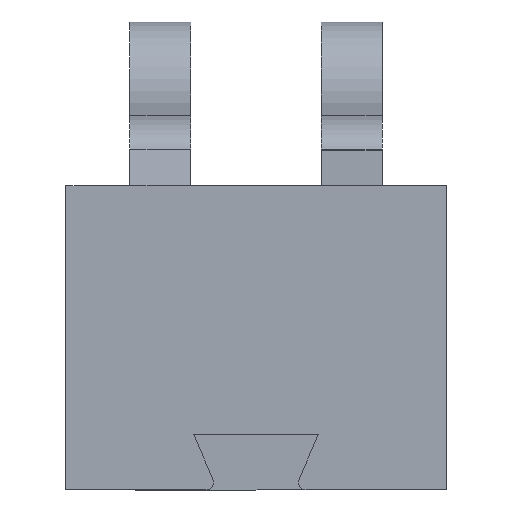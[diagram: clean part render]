
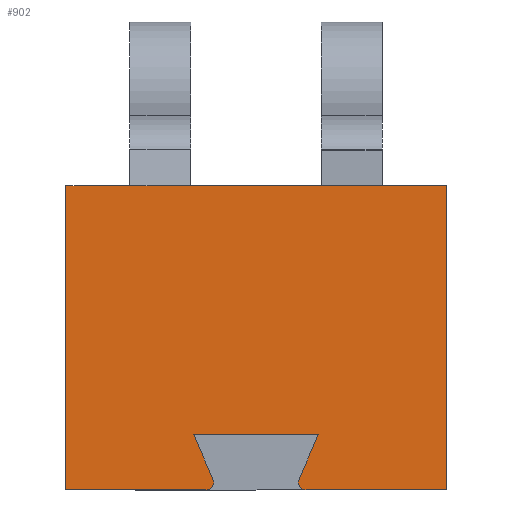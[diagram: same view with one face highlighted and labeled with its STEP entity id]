
A CAD part, front view. The second image highlights one B-rep face of the part: STEP entity #902.
In plain terms, the highlighted planar face has unit normal (0, -1, 0).
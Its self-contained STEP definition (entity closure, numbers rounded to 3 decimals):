
#21 = DIRECTION ( 'NONE',  ( -1., 0., 0. ) ) ;
#26 = VECTOR ( 'NONE', #1299, 1000. ) ;
#30 = VECTOR ( 'NONE', #1473, 1000. ) ;
#34 = LINE ( 'NONE', #101, #743 ) ;
#38 = CIRCLE ( 'NONE', #1032, 0.5 ) ;
#67 = ORIENTED_EDGE ( 'NONE', *, *, #1338, .T. ) ;
#68 = VERTEX_POINT ( 'NONE', #1278 ) ;
#87 = EDGE_CURVE ( 'NONE', #1146, #1548, #1203, .T. ) ;
#95 = VERTEX_POINT ( 'NONE', #487 ) ;
#101 = CARTESIAN_POINT ( 'NONE',  ( 9.672, -10., -5. ) ) ;
#109 = CARTESIAN_POINT ( 'NONE',  ( -4.095, -10., -1.35 ) ) ;
#168 = ORIENTED_EDGE ( 'NONE', *, *, #87, .F. ) ;
#213 = VERTEX_POINT ( 'NONE', #500 ) ;
#243 = VERTEX_POINT ( 'NONE', #1321 ) ;
#252 = EDGE_CURVE ( 'NONE', #1146, #213, #1262, .T. ) ;
#256 = EDGE_CURVE ( 'NONE', #68, #856, #1713, .T. ) ;
#262 = CARTESIAN_POINT ( 'NONE',  ( 3.289, -10., -4.5 ) ) ;
#263 = FACE_OUTER_BOUND ( 'NONE', #1653, .T. ) ;
#268 = EDGE_CURVE ( 'NONE', #1006, #68, #38, .T. ) ;
#316 = ORIENTED_EDGE ( 'NONE', *, *, #268, .T. ) ;
#324 = LINE ( 'NONE', #1241, #437 ) ;
#402 = VECTOR ( 'NONE', #1355, 1000. ) ;
#404 = DIRECTION ( 'NONE',  ( 0., 1., 0. ) ) ;
#406 = CARTESIAN_POINT ( 'NONE',  ( -3.289, -10., -4.5 ) ) ;
#425 = DIRECTION ( 'NONE',  ( -1., 0., 0. ) ) ;
#437 = VECTOR ( 'NONE', #973, 1000. ) ;
#487 = CARTESIAN_POINT ( 'NONE',  ( -12.5, -10., -5. ) ) ;
#489 = LINE ( 'NONE', #1602, #30 ) ;
#500 = CARTESIAN_POINT ( 'NONE',  ( 3.289, -10., -5. ) ) ;
#506 = CARTESIAN_POINT ( 'NONE',  ( -3.948, -10., -1.692 ) ) ;
#520 = EDGE_CURVE ( 'NONE', #1006, #95, #854, .T. ) ;
#525 = ORIENTED_EDGE ( 'NONE', *, *, #682, .F. ) ;
#538 = CARTESIAN_POINT ( 'NONE',  ( 4.095, -10., -1.35 ) ) ;
#543 = VECTOR ( 'NONE', #581, 1000. ) ;
#581 = DIRECTION ( 'NONE',  ( -1., 0., 0. ) ) ;
#633 = AXIS2_PLACEMENT_3D ( 'NONE', #1209, #404, #1340 ) ;
#673 = CARTESIAN_POINT ( 'NONE',  ( -12.5, -10., 15. ) ) ;
#682 = EDGE_CURVE ( 'NONE', #1544, #243, #1381, .T. ) ;
#698 = ORIENTED_EDGE ( 'NONE', *, *, #520, .F. ) ;
#707 = CARTESIAN_POINT ( 'NONE',  ( 12.5, -10., 15. ) ) ;
#717 = CARTESIAN_POINT ( 'NONE',  ( 2.829, -10., -4.303 ) ) ;
#743 = VECTOR ( 'NONE', #1043, 1000. ) ;
#764 = ORIENTED_EDGE ( 'NONE', *, *, #1140, .F. ) ;
#801 = EDGE_CURVE ( 'NONE', #986, #213, #34, .T. ) ;
#854 = LINE ( 'NONE', #970, #1531 ) ;
#855 = CARTESIAN_POINT ( 'NONE',  ( -3.727, -10., -1.35 ) ) ;
#856 = VERTEX_POINT ( 'NONE', #109 ) ;
#858 = EDGE_CURVE ( 'NONE', #866, #1018, #489, .T. ) ;
#866 = VERTEX_POINT ( 'NONE', #1737 ) ;
#902 = ADVANCED_FACE ( 'NONE', ( #263 ), #920, .F. ) ;
#920 = PLANE ( 'NONE',  #633 ) ;
#966 = ORIENTED_EDGE ( 'NONE', *, *, #1434, .F. ) ;
#970 = CARTESIAN_POINT ( 'NONE',  ( 9.672, -10., -5. ) ) ;
#973 = DIRECTION ( 'NONE',  ( 0., 0., 1. ) ) ;
#982 = LINE ( 'NONE', #707, #1191 ) ;
#986 = VERTEX_POINT ( 'NONE', #1631 ) ;
#1006 = VERTEX_POINT ( 'NONE', #1097 ) ;
#1010 = CARTESIAN_POINT ( 'NONE',  ( 12.5, -10., 15. ) ) ;
#1018 = VERTEX_POINT ( 'NONE', #1237 ) ;
#1032 = AXIS2_PLACEMENT_3D ( 'NONE', #406, #1095, #1341 ) ;
#1039 = CARTESIAN_POINT ( 'NONE',  ( 3.948, -10., -1.692 ) ) ;
#1043 = DIRECTION ( 'NONE',  ( -1., 0., 0. ) ) ;
#1084 = AXIS2_PLACEMENT_3D ( 'NONE', #262, #1492, #425 ) ;
#1095 = DIRECTION ( 'NONE',  ( 0., -1., 0. ) ) ;
#1097 = CARTESIAN_POINT ( 'NONE',  ( -3.289, -10., -5. ) ) ;
#1122 = ORIENTED_EDGE ( 'NONE', *, *, #252, .T. ) ;
#1138 = EDGE_CURVE ( 'NONE', #243, #1018, #982, .T. ) ;
#1140 = EDGE_CURVE ( 'NONE', #1548, #856, #1680, .T. ) ;
#1146 = VERTEX_POINT ( 'NONE', #717 ) ;
#1191 = VECTOR ( 'NONE', #1260, 1000. ) ;
#1203 = LINE ( 'NONE', #1039, #1519 ) ;
#1208 = ORIENTED_EDGE ( 'NONE', *, *, #858, .T. ) ;
#1209 = CARTESIAN_POINT ( 'NONE',  ( 12.5, -10., 15. ) ) ;
#1230 = LINE ( 'NONE', #1744, #26 ) ;
#1237 = CARTESIAN_POINT ( 'NONE',  ( -4.3, -10., 15. ) ) ;
#1241 = CARTESIAN_POINT ( 'NONE',  ( -12.5, -10., -9.243 ) ) ;
#1260 = DIRECTION ( 'NONE',  ( 1., 0., 0. ) ) ;
#1262 = CIRCLE ( 'NONE', #1084, 0.5 ) ;
#1278 = CARTESIAN_POINT ( 'NONE',  ( -2.829, -10., -4.303 ) ) ;
#1299 = DIRECTION ( 'NONE',  ( 0., 0., 1. ) ) ;
#1321 = CARTESIAN_POINT ( 'NONE',  ( -8.3, -10., 15. ) ) ;
#1338 = EDGE_CURVE ( 'NONE', #986, #866, #1230, .T. ) ;
#1340 = DIRECTION ( 'NONE',  ( -1., 0., 0. ) ) ;
#1341 = DIRECTION ( 'NONE',  ( -1., 0., 0. ) ) ;
#1350 = ORIENTED_EDGE ( 'NONE', *, *, #801, .F. ) ;
#1352 = ORIENTED_EDGE ( 'NONE', *, *, #256, .T. ) ;
#1355 = DIRECTION ( 'NONE',  ( -0.394, 0., 0.919 ) ) ;
#1381 = LINE ( 'NONE', #1010, #1427 ) ;
#1427 = VECTOR ( 'NONE', #1451, 1000. ) ;
#1434 = EDGE_CURVE ( 'NONE', #95, #1544, #324, .T. ) ;
#1442 = DIRECTION ( 'NONE',  ( 0.394, 0., 0.919 ) ) ;
#1451 = DIRECTION ( 'NONE',  ( 1., 0., 0. ) ) ;
#1457 = ORIENTED_EDGE ( 'NONE', *, *, #1138, .F. ) ;
#1473 = DIRECTION ( 'NONE',  ( -1., 0., 0. ) ) ;
#1492 = DIRECTION ( 'NONE',  ( 0., -1., 0. ) ) ;
#1519 = VECTOR ( 'NONE', #1442, 1000. ) ;
#1531 = VECTOR ( 'NONE', #21, 1000. ) ;
#1544 = VERTEX_POINT ( 'NONE', #673 ) ;
#1548 = VERTEX_POINT ( 'NONE', #538 ) ;
#1602 = CARTESIAN_POINT ( 'NONE',  ( 12.5, -10., 15. ) ) ;
#1631 = CARTESIAN_POINT ( 'NONE',  ( 12.5, -10., -5. ) ) ;
#1653 = EDGE_LOOP ( 'NONE', ( #698, #316, #1352, #764, #168, #1122, #1350, #67, #1208, #1457, #525, #966 ) ) ;
#1680 = LINE ( 'NONE', #855, #543 ) ;
#1713 = LINE ( 'NONE', #506, #402 ) ;
#1737 = CARTESIAN_POINT ( 'NONE',  ( 12.5, -10., 15. ) ) ;
#1744 = CARTESIAN_POINT ( 'NONE',  ( 12.5, -10., -9.243 ) ) ;
